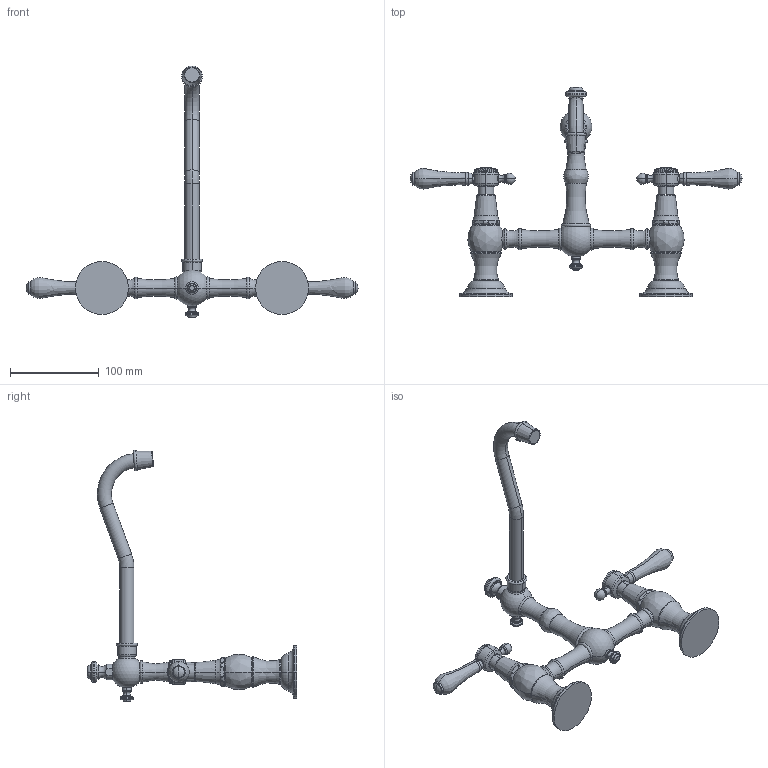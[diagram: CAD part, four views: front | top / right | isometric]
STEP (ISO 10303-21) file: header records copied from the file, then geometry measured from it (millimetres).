
FILE_DESCRIPTION((''),'2;1');
FILE_NAME('9461','2021-02-26T12:45:08',('rsmith'),(''),'CREO PARAMETRIC BY PTC INC, 2018400','CREO PARAMETRIC BY PTC INC, 2018400','');
FILE_SCHEMA(('AUTOMOTIVE_DESIGN { 1 0 10303 214 1 1 1 1 }'));
Length unit declared in the file: inch
Products named in the file (1): 9461
Bounding box: 374.52 x 236.07 x 284.18 mm (x, y, z)
Volume: 462009.4 mm3; surface area: 92439.8 mm2
Topology: 4 solids, 4 shells, 477 faces, 1105 edges, 660 vertices
Faces by surface type: torus 142, plane 123, cylinder 112, cone 42, sphere 28, bspline 18, extrusion 8, revolution 4
Entity records: 24713 total; most frequent: CARTESIAN_POINT 6167, DIRECTION 2517, ORIENTED_EDGE 2186, PRESENTATION_STYLE_ASSIGNMENT 1558, AXIS2_PLACEMENT_3D 1138, STYLED_ITEM 1101, CURVE_STYLE 1097, EDGE_CURVE 1093
